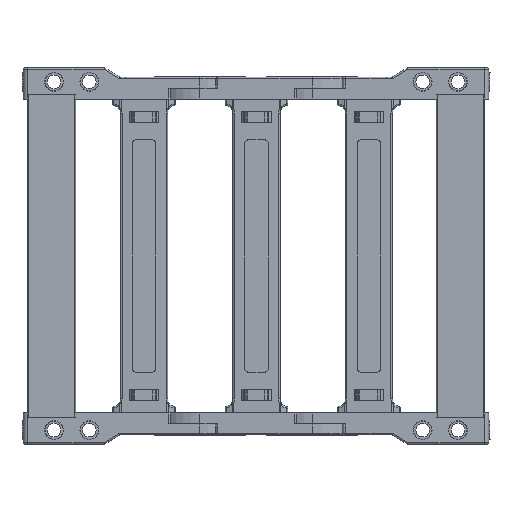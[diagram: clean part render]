
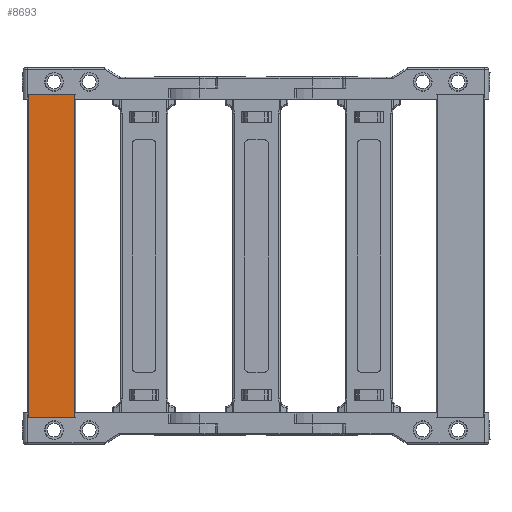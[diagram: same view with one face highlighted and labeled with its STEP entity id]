
A CAD part, front view. The second image highlights one B-rep face of the part: STEP entity #8693.
In plain terms, the highlighted planar face has unit normal (0, -1, 0).
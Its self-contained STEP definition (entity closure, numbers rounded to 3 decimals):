
#5503 = EDGE_CURVE ( 'NONE', #69625, #50533, #84020, .T. ) ;
#5627 = EDGE_CURVE ( 'NONE', #96447, #108986, #37491, .T. ) ;
#8693 = ADVANCED_FACE ( 'NONE', ( #60298 ), #52443, .T. ) ;
#9517 = DIRECTION ( 'NONE',  ( 0., -1., 0. ) ) ;
#19988 = ORIENTED_EDGE ( 'NONE', *, *, #42181, .T. ) ;
#23907 = ORIENTED_EDGE ( 'NONE', *, *, #5627, .T. ) ;
#29840 = EDGE_CURVE ( 'NONE', #96447, #69625, #107731, .T. ) ;
#34013 = DIRECTION ( 'NONE',  ( 0., 0., -1. ) ) ;
#37491 = LINE ( 'NONE', #61771, #104577 ) ;
#39849 = CARTESIAN_POINT ( 'NONE',  ( -187.972, -31., -176.98 ) ) ;
#42181 = EDGE_CURVE ( 'NONE', #108986, #50533, #47276, .T. ) ;
#44997 = CARTESIAN_POINT ( 'NONE',  ( -217.633, -31., -176.98 ) ) ;
#47276 = LINE ( 'NONE', #62811, #106131 ) ;
#50533 = VERTEX_POINT ( 'NONE', #44997 ) ;
#52443 = PLANE ( 'NONE',  #67509 ) ;
#60084 = CARTESIAN_POINT ( 'NONE',  ( -187.972, -31., -90.48 ) ) ;
#60298 = FACE_OUTER_BOUND ( 'NONE', #89934, .T. ) ;
#61227 = CARTESIAN_POINT ( 'NONE',  ( -187.972, -31., -90.48 ) ) ;
#61771 = CARTESIAN_POINT ( 'NONE',  ( -187.972, -31., 30.02 ) ) ;
#62112 = CARTESIAN_POINT ( 'NONE',  ( -217.633, -31., 30.02 ) ) ;
#62811 = CARTESIAN_POINT ( 'NONE',  ( -217.633, -31., -90.48 ) ) ;
#63201 = DIRECTION ( 'NONE',  ( 0., 0., -1. ) ) ;
#67509 = AXIS2_PLACEMENT_3D ( 'NONE', #61227, #9517, #79549 ) ;
#69625 = VERTEX_POINT ( 'NONE', #39849 ) ;
#71007 = ORIENTED_EDGE ( 'NONE', *, *, #29840, .F. ) ;
#71031 = CARTESIAN_POINT ( 'NONE',  ( -187.972, -31., 30.02 ) ) ;
#77829 = DIRECTION ( 'NONE',  ( -1., 0., 0. ) ) ;
#79549 = DIRECTION ( 'NONE',  ( 1., 0., 0. ) ) ;
#84020 = LINE ( 'NONE', #85106, #86781 ) ;
#85106 = CARTESIAN_POINT ( 'NONE',  ( -187.972, -31., -176.98 ) ) ;
#86781 = VECTOR ( 'NONE', #77829, 1000. ) ;
#88497 = VECTOR ( 'NONE', #34013, 1000. ) ;
#89934 = EDGE_LOOP ( 'NONE', ( #71007, #23907, #19988, #90942 ) ) ;
#90942 = ORIENTED_EDGE ( 'NONE', *, *, #5503, .F. ) ;
#96447 = VERTEX_POINT ( 'NONE', #71031 ) ;
#104239 = DIRECTION ( 'NONE',  ( -1., 0., 0. ) ) ;
#104577 = VECTOR ( 'NONE', #104239, 1000. ) ;
#106131 = VECTOR ( 'NONE', #63201, 1000. ) ;
#107731 = LINE ( 'NONE', #60084, #88497 ) ;
#108986 = VERTEX_POINT ( 'NONE', #62112 ) ;
